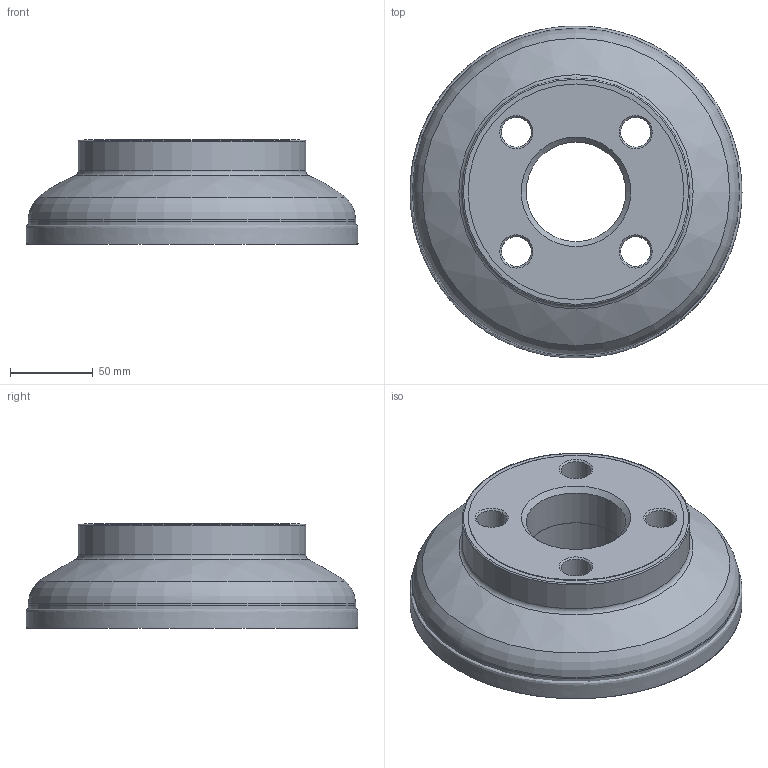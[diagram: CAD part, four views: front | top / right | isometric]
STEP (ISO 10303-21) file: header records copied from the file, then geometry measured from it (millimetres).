
FILE_DESCRIPTION(/* description */ (''),/* implementation_level */ '2;1');
FILE_NAME(/* name */ 'toolassembly_1.stp',/* time_stamp */ '2019-10-02T14:00:20+02:00',/* author */ (''),/* organization */ ('SMS'),/* preprocessor_version */ 'ST-DEVELOPER v16.7',/* originating_system */ 'SIEMENS PLM Software NX 12.0',/* authorisation */ '');
FILE_SCHEMA (('AUTOMOTIVE_DESIGN { 1 0 10303 214 3 1 1 1 }'));
Length unit declared in the file: millimetre
Products named in the file (4): CUT_20191002135949; NOCUT_20191002135927; ASSEMBLY_CONSTRUCTION; TOOLASSEMBLY_1
Assembly tree (3 placements, depth 2):
  TOOLASSEMBLY_1
    ASSEMBLY_CONSTRUCTION
    NOCUT_20191002135927
    CUT_20191002135949
Bounding box: 200.01 x 200.01 x 63 mm (x, y, z)
Volume: 1099625.3 mm3; surface area: 129333.2 mm2
Topology: 2 solids, 2 shells, 44 faces, 90 edges, 76 vertices
Faces by surface type: cylinder 13, cone 12, plane 9, torus 7, revolution 2, bspline 1
Full cylindrical faces by diameter (mm): 18 x4, 27 x4, 60.015 x1, 60.3 x1, 130 x1, 137.186 x1, 197.32 x1
Entity records: 9620 total; most frequent: CARTESIAN_POINT 8481, DIRECTION 230, AXIS2_PLACEMENT_3D 114, FACE_BOUND 95, EDGE_LOOP 94, ORIENTED_EDGE 94, VERTEX_POINT 48, EDGE_CURVE 47
